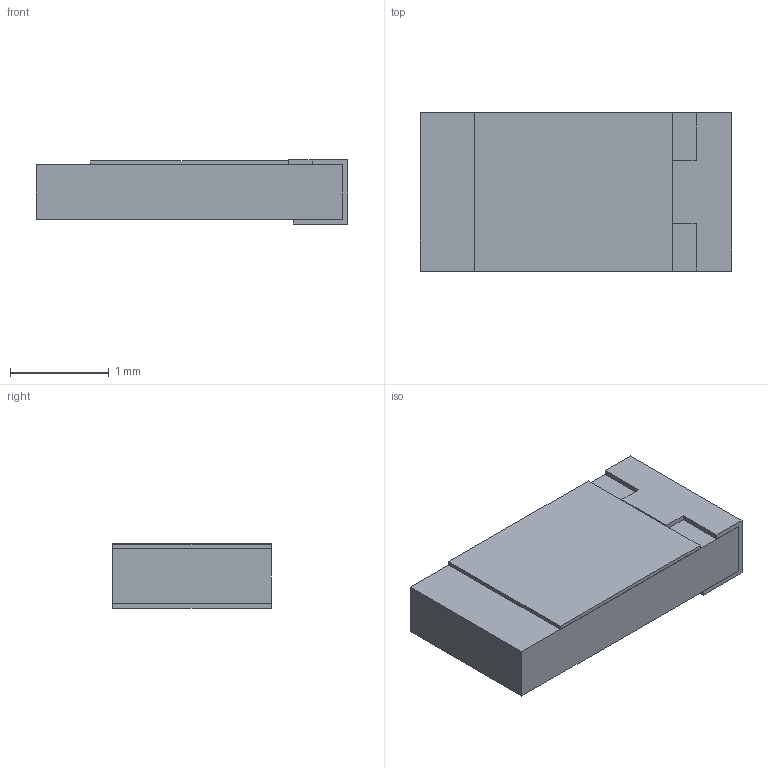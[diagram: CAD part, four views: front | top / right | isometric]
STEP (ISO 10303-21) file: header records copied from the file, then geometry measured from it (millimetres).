
FILE_DESCRIPTION(('FreeCAD Model'),'2;1');
FILE_NAME('Open CASCADE Shape Model','2021-01-15T23:08:32',( 'Krisjanis Rijnieks'),('NOT-19 (Aalto Fablab)'), 'Open CASCADE STEP processor 7.4','FreeCAD','Unknown');
FILE_SCHEMA(('AUTOMOTIVE_DESIGN { 1 0 10303 214 1 1 1 1 }'));
Length unit declared in the file: millimetre
Products named in the file (4): Unnamed; Connection_(mirrored); Substrate; Overcoat
Assembly tree (3 placements, depth 2):
  Unnamed
    Connection_(mirrored)
    Substrate
    Overcoat
Bounding box: 3.15 x 1.6 x 0.65 mm (x, y, z)
Volume: 3 mm3; surface area: 27.1 mm2
Topology: 3 solids, 3 shells, 26 faces, 60 edges, 40 vertices
Faces by surface type: plane 26
Entity records: 818 total; most frequent: CARTESIAN_POINT 130, DIRECTION 120, ORIENTED_EDGE 120, EDGE_CURVE 60, LINE 60, VECTOR 60, VERTEX_POINT 40, AXIS2_PLACEMENT_3D 30
